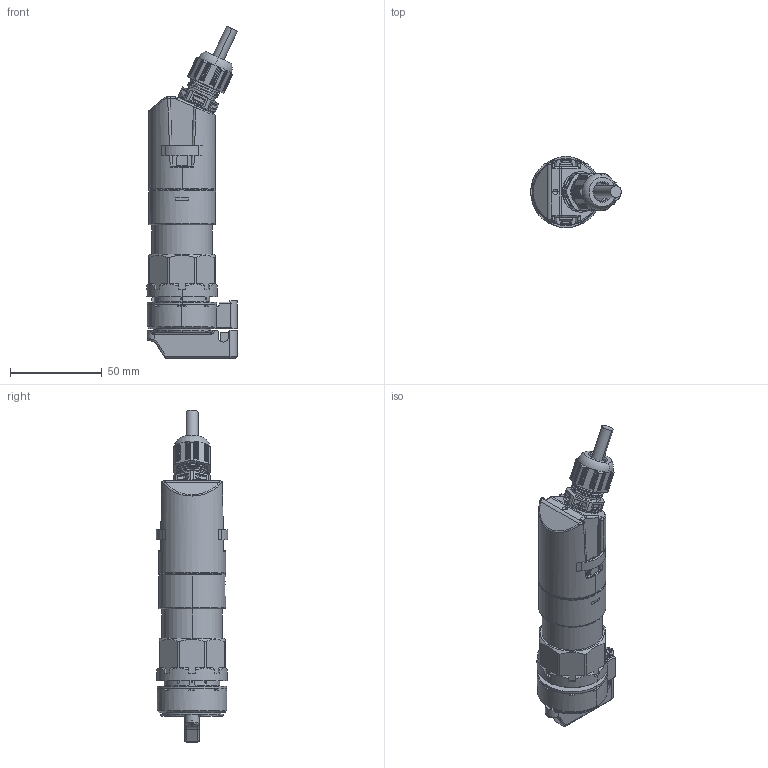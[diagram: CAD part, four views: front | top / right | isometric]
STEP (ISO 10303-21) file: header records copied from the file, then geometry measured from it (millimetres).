
FILE_DESCRIPTION (( 'STEP AP203' ), '1' );
FILE_NAME ('8003-133-726-3-RR-ap203.STEP', '2012-06-02T09:51:31', ( 'Admin' ), ( 'R. STAHL AG' ), 'SwSTEP 2.0', 'SolidWorks 2011', '' );
FILE_SCHEMA (( 'CONFIG_CONTROL_DESIGN' ));
Length unit declared in the file: millimetre
Products named in the file (24): 8003-133-726-3-RR-ap203; 86_020_85_03_0_3d export; 505_692_0; 86_029_09_51_0; 86_029_01_92_0_3d export; 86_029_13_16_0_3d export; 86_029_19_80_0; 80_139_01_14_0; 80_030_01_08_0_Leitung; 80_030_01_08_0_Leitung_3; 80_030_01_08_0_Leitung_2; 80_030_01_08_0_Leitung_1; 506_872_0; 81_610_76_01_0_Erweitert; Anschlussgewindedichtung_M16; 81_610_76_01_0_Hutmutter_Erweitert; 81_610_76_01_0_Dichtung; 81_610_76_01_0_Stutzen_Erweitert; 517_695_0; 80_139_02_51_0; 80_139_01_66_0; 80_139_01_66_0_ohne Dichtung; 80_039_02_51_0
Assembly tree (26 placements, depth 3):
  8003-133-726-3-RR-ap203
    80_139_01_14_0
    506_872_0
    517_695_0  x2
    86_020_85_03_0_3d export
      86_029_01_92_0_3d export
      86_029_19_80_0
      86_029_13_16_0_3d export
      86_029_09_51_0
      505_692_0
    80_030_01_08_0_Leitung
      80_030_01_08_0_Leitung_2  x2
      80_030_01_08_0_Leitung_1
      80_030_01_08_0_Leitung_3  x2
    81_610_76_01_0_Erweitert
      81_610_76_01_0_Stutzen_Erweitert
      Anschlussgewindedichtung_M16
      81_610_76_01_0_Dichtung
      81_610_76_01_0_Hutmutter_Erweitert
    80_139_01_66_0
      80_139_01_66_0_ohne Dichtung
    80_039_02_51_0
      80_039_02_51_0
    80_139_02_51_0
Bounding box: 49.38 x 38.96 x 180.91 mm (x, y, z)
Volume: 63756.3 mm3; surface area: 78403.9 mm2
Topology: 21 solids, 21 shells, 3461 faces, 9423 edges, 6017 vertices
Faces by surface type: plane 1530, cylinder 931, cone 426, bspline 291, torus 227, sphere 56
Entity records: 143085 total; most frequent: CARTESIAN_POINT 58598, ORIENTED_EDGE 18160, DIRECTION 16123, EDGE_CURVE 9080, VERTEX_POINT 5821, AXIS2_PLACEMENT_3D 5741, LINE 4641, VECTOR 4641
